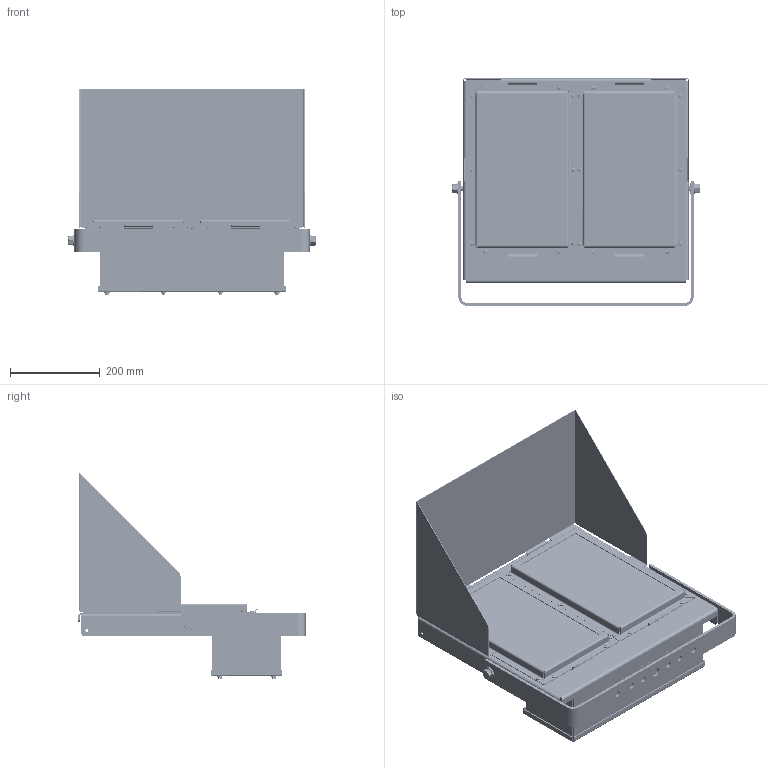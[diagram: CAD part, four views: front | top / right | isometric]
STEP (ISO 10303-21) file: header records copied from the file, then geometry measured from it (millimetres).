
FILE_DESCRIPTION(/* description */ (''),/* implementation_level */ '2;1');
FILE_NAME(/* name */ 'KFLH-ASSY w-DARKSKY.stp',/* time_stamp */ '2019-12-06T10:48:45-06:00',/* author */ ('mbednara'),/* organization */ (''),/* preprocessor_version */ 'ST-DEVELOPER v17',/* originating_system */ 'Autodesk Inventor 2018',/* authorisation */ '');
FILE_SCHEMA (('AUTOMOTIVE_DESIGN { 1 0 10303 214 3 1 1 }'));
Products named in the file (33): 24004; 23591; 23591_1; FHS-832-16; FHS-832-6; 23292; 23293; LED_CREE_XM_L; 1041880210; ASME B18.21.1 - 9/16; ANSI/ASME B18.2.1 - 1/2-13 UNC - 1; ASME B18.21.1 - 1/2. Carbon Steel; ANSI B18.2.2 - 1/2 - 13; 24648; 16322BABB; 23879; 23006; 23480; 23509; 24007; 24007_1; NO DRAWING; 23592; ANSI B18.6.4 - 10-32 UNF - 0.375; 23880; 24184; 24186; 24185; 24214; 23309; 0861201B; 15884-6; 50008AAAB
Assembly tree (130 placements, depth 3):
  24004
    23591
      23591_1
      FHS-832-6  x6
      FHS-832-16  x4
    23292  x6
      23293
      LED_CREE_XM_L
      1041880210
    ASME B18.21.1 - 9/16  x2
    ANSI/ASME B18.2.1 - 1/2-13 UNC - 1  x2
    ASME B18.21.1 - 1/2. Carbon Steel  x2
    ANSI B18.2.2 - 1/2 - 13  x2
    24648
    16322BABB  x5
    23879
    23006  x2
    23480  x2
    23509  x2
    24007  x2
      24007_1
      NO DRAWING
    23592  x2
    ANSI B18.6.4 - 10-32 UNF - 0.375  x20
    23880
    24184
    24186
    24185
    24214  x2
    23309  x4
    0861201B  x8
    15884-6  x8
    50008AAAB  x16
Bounding box: 552.27 x 507.66 x 459.56 mm (x, y, z)
Volume: 4171195 mm3; surface area: 3189066.4 mm2
Topology: 242 solids, 246 shells, 7270 faces, 19202 edges, 12559 vertices
Faces by surface type: plane 3505, cylinder 1840, cone 739, torus 526, bspline 520, sphere 140
Full cylindrical faces by diameter (mm): 3.175 x30, 3.306 x15, 3.451 x80, 3.658 x30, 4.14 x10, 4.166 x45, 4.366 x16, 4.496 x28, 4.762 x18, 4.826 x132, 5.08 x8, 5.117 x10, 5.156 x4, 5.181 x5, 6.35 x34, 7.036 x8, 7.671 x20, 9.009 x2, 9.525 x2, 10.516 x8, 10.592 x2, 11.43 x16, 11.684 x8, 12.7 x18, 13.03 x2, 13.894 x8, 14.275 x4, 19.05 x2, 20.399 x2, 22 x1
Entity records: 70541 total; most frequent: CARTESIAN_POINT 21072, DIRECTION 10220, ORIENTED_EDGE 9712, EDGE_CURVE 4856, AXIS2_PLACEMENT_3D 3861, VERTEX_POINT 3050, LINE 2498, VECTOR 2498
